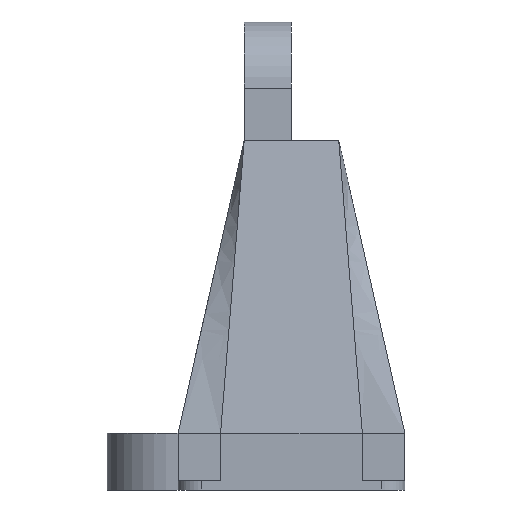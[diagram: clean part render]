
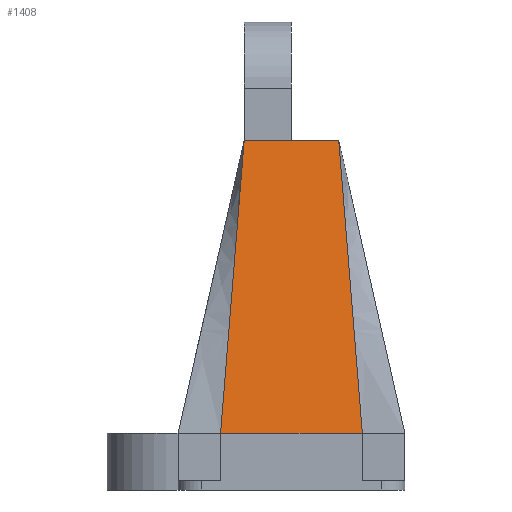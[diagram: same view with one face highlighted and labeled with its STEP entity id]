
A CAD part, front view. The second image highlights one B-rep face of the part: STEP entity #1408.
In plain terms, the highlighted free-form (B-spline) face has degree [1, 1] with [2, 2] control points.
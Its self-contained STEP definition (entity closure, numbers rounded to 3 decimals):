
#581 = VERTEX_POINT('',#582);
#582 = CARTESIAN_POINT('',(15.,-24.,118.));
#588 = EDGE_CURVE('',#589,#581,#591,.T.);
#589 = VERTEX_POINT('',#590);
#590 = CARTESIAN_POINT('',(-15.,-24.,118.));
#591 = LINE('',#592,#593);
#592 = CARTESIAN_POINT('',(-15.,-24.,118.));
#593 = VECTOR('',#594,1.);
#594 = DIRECTION('',(1.,0.,0.));
#1408 = ADVANCED_FACE('',(#1409),#1440,.F.);
#1409 = FACE_BOUND('',#1410,.F.);
#1410 = EDGE_LOOP('',(#1411,#1421,#1429,#1434,#1435));
#1411 = ORIENTED_EDGE('',*,*,#1412,.T.);
#1412 = EDGE_CURVE('',#1413,#1415,#1417,.T.);
#1413 = VERTEX_POINT('',#1414);
#1414 = CARTESIAN_POINT('',(-10.,-15.,180.));
#1415 = VERTEX_POINT('',#1416);
#1416 = CARTESIAN_POINT('',(0.,-15.,180.));
#1417 = LINE('',#1418,#1419);
#1418 = CARTESIAN_POINT('',(-10.,-15.,180.));
#1419 = VECTOR('',#1420,1.);
#1420 = DIRECTION('',(1.,0.,0.));
#1421 = ORIENTED_EDGE('',*,*,#1422,.T.);
#1422 = EDGE_CURVE('',#1415,#1423,#1425,.T.);
#1423 = VERTEX_POINT('',#1424);
#1424 = CARTESIAN_POINT('',(10.,-15.,180.));
#1425 = LINE('',#1426,#1427);
#1426 = CARTESIAN_POINT('',(-10.,-15.,180.));
#1427 = VECTOR('',#1428,1.);
#1428 = DIRECTION('',(1.,0.,0.));
#1429 = ORIENTED_EDGE('',*,*,#1430,.T.);
#1430 = EDGE_CURVE('',#1423,#581,#1431,.T.);
#1431 = B_SPLINE_CURVE_WITH_KNOTS('',1,(#1432,#1433),.UNSPECIFIED.,.F.,
  .F.,(2,2),(0.,1.),.PIECEWISE_BEZIER_KNOTS.);
#1432 = CARTESIAN_POINT('',(10.,-15.,180.));
#1433 = CARTESIAN_POINT('',(15.,-24.,118.));
#1434 = ORIENTED_EDGE('',*,*,#588,.F.);
#1435 = ORIENTED_EDGE('',*,*,#1436,.F.);
#1436 = EDGE_CURVE('',#1413,#589,#1437,.T.);
#1437 = B_SPLINE_CURVE_WITH_KNOTS('',1,(#1438,#1439),.UNSPECIFIED.,.F.,
  .F.,(2,2),(0.,1.),.PIECEWISE_BEZIER_KNOTS.);
#1438 = CARTESIAN_POINT('',(-10.,-15.,180.));
#1439 = CARTESIAN_POINT('',(-15.,-24.,118.));
#1440 = B_SPLINE_SURFACE_WITH_KNOTS('',1,1,(
    (#1441,#1442)
    ,(#1443,#1444
    )),.UNSPECIFIED.,.F.,.F.,.F.,(2,2),(2,2),(0.,30.),(0.,1.),
  .PIECEWISE_BEZIER_KNOTS.);
#1441 = CARTESIAN_POINT('',(-10.,-15.,180.));
#1442 = CARTESIAN_POINT('',(-15.,-24.,118.));
#1443 = CARTESIAN_POINT('',(10.,-15.,180.));
#1444 = CARTESIAN_POINT('',(15.,-24.,118.));
